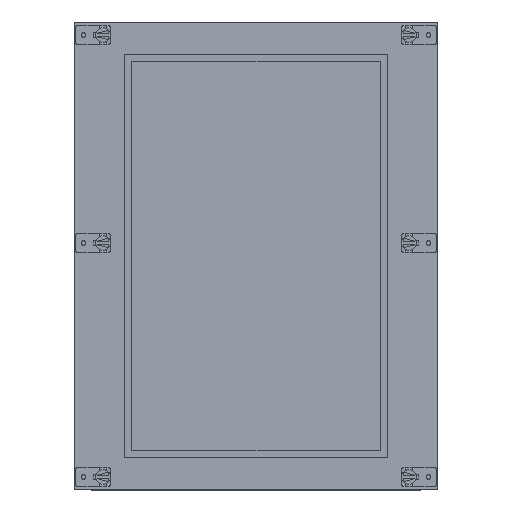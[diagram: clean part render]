
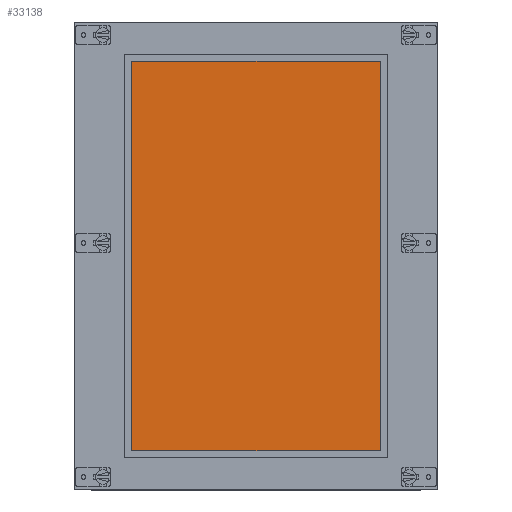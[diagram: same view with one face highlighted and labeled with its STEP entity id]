
A CAD part, top view. The second image highlights one B-rep face of the part: STEP entity #33138.
In plain terms, the highlighted planar face has unit normal (0, 0, 1).
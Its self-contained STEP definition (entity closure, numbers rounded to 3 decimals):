
#33059=DIRECTION('',(-1.,0.,0.));
#33060=VECTOR('',#33059,254.45);
#33061=CARTESIAN_POINT('',(77.225,-244.975,-1.));
#33062=LINE('',#33061,#33060);
#33063=DIRECTION('',(0.,1.,0.));
#33064=VECTOR('',#33063,389.95);
#33065=CARTESIAN_POINT('',(-177.225,-244.975,-1.));
#33066=LINE('',#33065,#33064);
#33067=DIRECTION('',(1.,0.,0.));
#33068=VECTOR('',#33067,254.45);
#33069=CARTESIAN_POINT('',(-177.225,144.975,-1.));
#33070=LINE('',#33069,#33068);
#33071=DIRECTION('',(0.,-1.,0.));
#33072=VECTOR('',#33071,389.95);
#33073=CARTESIAN_POINT('',(77.225,144.975,-1.));
#33074=LINE('',#33073,#33072);
#33107=CARTESIAN_POINT('',(77.225,-244.975,-1.));
#33108=CARTESIAN_POINT('',(-177.225,-244.975,-1.));
#33109=VERTEX_POINT('',#33107);
#33110=VERTEX_POINT('',#33108);
#33111=CARTESIAN_POINT('',(-177.225,144.975,-1.));
#33112=VERTEX_POINT('',#33111);
#33113=CARTESIAN_POINT('',(77.225,144.975,-1.));
#33114=VERTEX_POINT('',#33113);
#33123=CARTESIAN_POINT('',(0.,0.,-1.));
#33124=DIRECTION('',(0.,0.,-1.));
#33125=DIRECTION('',(-1.,0.,0.));
#33126=AXIS2_PLACEMENT_3D('',#33123,#33124,#33125);
#33127=PLANE('',#33126);
#33129=ORIENTED_EDGE('',*,*,#33128,.T.);
#33131=ORIENTED_EDGE('',*,*,#33130,.T.);
#33133=ORIENTED_EDGE('',*,*,#33132,.T.);
#33135=ORIENTED_EDGE('',*,*,#33134,.T.);
#33136=EDGE_LOOP('',(#33129,#33131,#33133,#33135));
#33137=FACE_OUTER_BOUND('',#33136,.F.);
#33128=EDGE_CURVE('',#33109,#33110,#33062,.T.);
#33130=EDGE_CURVE('',#33110,#33112,#33066,.T.);
#33132=EDGE_CURVE('',#33112,#33114,#33070,.T.);
#33134=EDGE_CURVE('',#33114,#33109,#33074,.T.);
#33138=ADVANCED_FACE('',(#33137),#33127,.F.);
